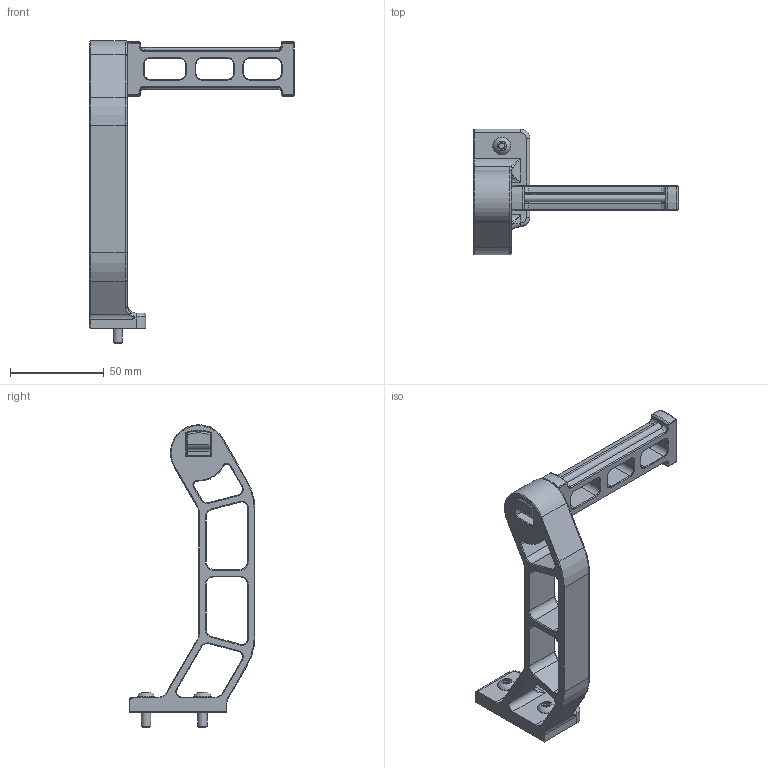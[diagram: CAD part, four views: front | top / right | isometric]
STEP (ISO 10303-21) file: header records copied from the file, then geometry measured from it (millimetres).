
FILE_DESCRIPTION(/* description */ (''),/* implementation_level */ '2;1');
FILE_NAME(/* name */ 'temporal.stp',/* time_stamp */ '2024-08-24T10:48:58-06:00',/* author */ ('PC'),/* organization */ (''),/* preprocessor_version */ 'ST-DEVELOPER v20',/* originating_system */ 'Autodesk Inventor 2025',/* authorisation */ '');
FILE_SCHEMA (('AUTOMOTIVE_DESIGN { 1 0 10303 214 3 1 1 }'));
Length unit declared in the file: millimetre
Products named in the file (4): Spool Holder v1; PFTE insert; M5x16 BHCS (5); Pieza196
Assembly tree (4 placements, depth 2):
  Spool Holder v1
    PFTE insert
    M5x16 BHCS (5)  x2
    Pieza196
Bounding box: 109 x 67 x 161 mm (x, y, z)
Volume: 69231.8 mm3; surface area: 33934.2 mm2
Topology: 5 solids, 5 shells, 465 faces, 1087 edges, 635 vertices
Faces by surface type: plane 186, cylinder 97, cone 76, bspline 61, torus 43, sphere 2
Full cylindrical faces by diameter (mm): 2 x1, 4 x1, 4.2 x1, 5 x2, 5.4 x2, 9.5 x2
Entity records: 15816 total; most frequent: CARTESIAN_POINT 5600, ORIENTED_EDGE 2100, DIRECTION 2065, EDGE_CURVE 1050, AXIS2_PLACEMENT_3D 730, VERTEX_POINT 616, LINE 605, VECTOR 605
